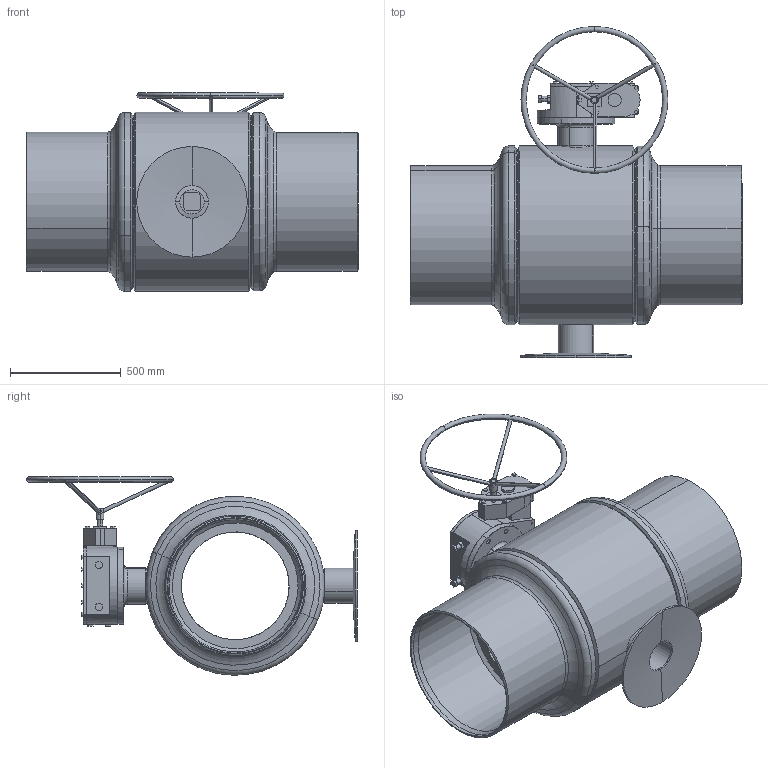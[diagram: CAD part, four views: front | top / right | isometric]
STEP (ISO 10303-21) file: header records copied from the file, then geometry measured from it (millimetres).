
FILE_DESCRIPTION (( 'STEP AP214' ), '1' );
FILE_NAME ('DN600涡轮球阀PN25.STEP', '2023-10-08T08:00:36', ( '' ), ( '' ), 'SwSTEP 2.0', 'SolidWorks 2019', '' );
FILE_SCHEMA (( 'AUTOMOTIVE_DESIGN' ));
Length unit declared in the file: millimetre
Products named in the file (10): 恘謫600; 600瑩; 600盓殤埴攫; 600 晚概极; 600粣杶蜊傻; 恘謫忒梟600; 600埴攫盓殤奪; DN600恦謫⑩概PN25; 600概裝; 600Q367F16C-01
Assembly tree (11 placements, depth 2):
  DN600恦謫⑩概PN25
    600Q367F16C-01
    600粣杶蜊傻
    600 晚概极  x2
    600概裝
    600瑩  x2
    600埴攫盓殤奪
    600盓殤埴攫
    恘謫600
    恘謫忒梟600
Bounding box: 1500 x 1495 x 896.4 mm (x, y, z)
Volume: 131876314 mm3; surface area: 9457566 mm2
Topology: 12 solids, 19 shells, 543 faces, 1258 edges, 807 vertices
Faces by surface type: plane 268, cylinder 200, cone 57, torus 18
Entity records: 16530 total; most frequent: CARTESIAN_POINT 4012, DIRECTION 2462, ORIENTED_EDGE 2304, EDGE_CURVE 1152, AXIS2_PLACEMENT_3D 877, VERTEX_POINT 745, LINE 708, VECTOR 708
